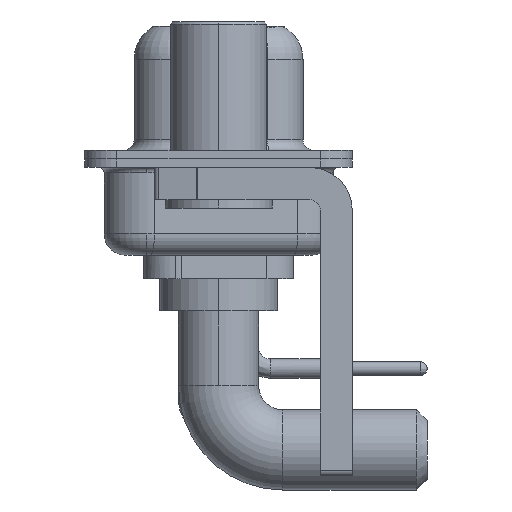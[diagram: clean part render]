
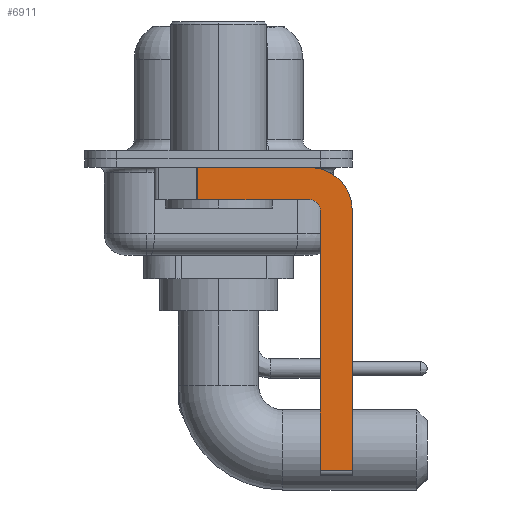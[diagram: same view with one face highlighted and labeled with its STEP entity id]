
A CAD part, left-side view. The second image highlights one B-rep face of the part: STEP entity #6911.
In plain terms, the highlighted planar face has unit normal (-1, 0, 0).
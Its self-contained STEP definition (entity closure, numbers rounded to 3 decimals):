
#24 = CARTESIAN_POINT ( 'NONE',  ( -2.9, -4.75, -14.8 ) ) ;
#377 = ORIENTED_EDGE ( 'NONE', *, *, #19846, .F. ) ;
#1295 = VERTEX_POINT ( 'NONE', #10709 ) ;
#1789 = DIRECTION ( 'NONE',  ( 0., -1., 0. ) ) ;
#2146 = VERTEX_POINT ( 'NONE', #25199 ) ;
#2845 = LINE ( 'NONE', #12721, #19965 ) ;
#3219 = EDGE_CURVE ( 'NONE', #12502, #2146, #15772, .T. ) ;
#4311 = CARTESIAN_POINT ( 'NONE',  ( -2.9, -4.25, -1.9 ) ) ;
#4770 = PLANE ( 'NONE',  #5743 ) ;
#4902 = CARTESIAN_POINT ( 'NONE',  ( -2.9, -4.25, -2.4 ) ) ;
#4939 = DIRECTION ( 'NONE',  ( -1., 0., 0. ) ) ;
#5743 = AXIS2_PLACEMENT_3D ( 'NONE', #4902, #13170, #13044 ) ;
#5893 = EDGE_LOOP ( 'NONE', ( #14806, #12836, #15293, #377, #21999, #26120, #10750, #11361 ) ) ;
#5991 = EDGE_CURVE ( 'NONE', #22458, #2146, #2845, .T. ) ;
#6263 = LINE ( 'NONE', #8419, #7468 ) ;
#6437 = EDGE_CURVE ( 'NONE', #13069, #20747, #6263, .T. ) ;
#6580 = AXIS2_PLACEMENT_3D ( 'NONE', #16487, #26220, #19958 ) ;
#6817 = CIRCLE ( 'NONE', #21709, 0.5 ) ;
#6911 = ADVANCED_FACE ( 'NONE', ( #14906 ), #4770, .F. ) ;
#7468 = VECTOR ( 'NONE', #22529, 1000. ) ;
#7733 = CARTESIAN_POINT ( 'NONE',  ( -2.9, -4.75, -14.55 ) ) ;
#8419 = CARTESIAN_POINT ( 'NONE',  ( -2.9, 3., -0.4 ) ) ;
#8589 = DIRECTION ( 'NONE',  ( 0., 0., -1. ) ) ;
#9699 = DIRECTION ( 'NONE',  ( 0., 1., 0. ) ) ;
#9863 = EDGE_CURVE ( 'NONE', #13069, #14701, #19822, .T. ) ;
#10709 = CARTESIAN_POINT ( 'NONE',  ( -2.9, -4.75, -2.4 ) ) ;
#10750 = ORIENTED_EDGE ( 'NONE', *, *, #5991, .F. ) ;
#11000 = VECTOR ( 'NONE', #13577, 1000. ) ;
#11361 = ORIENTED_EDGE ( 'NONE', *, *, #25475, .F. ) ;
#11570 = CARTESIAN_POINT ( 'NONE',  ( -2.9, -4.25, -1.9 ) ) ;
#11817 = VERTEX_POINT ( 'NONE', #4311 ) ;
#12158 = LINE ( 'NONE', #24, #17210 ) ;
#12502 = VERTEX_POINT ( 'NONE', #7733 ) ;
#12553 = DIRECTION ( 'NONE',  ( 0., 0., 1. ) ) ;
#12682 = CARTESIAN_POINT ( 'NONE',  ( -2.9, -4.25, -2.4 ) ) ;
#12721 = CARTESIAN_POINT ( 'NONE',  ( -2.9, -6.25, -2.4 ) ) ;
#12809 = DIRECTION ( 'NONE',  ( 0., 0., 1. ) ) ;
#12836 = ORIENTED_EDGE ( 'NONE', *, *, #9863, .T. ) ;
#13044 = DIRECTION ( 'NONE',  ( 0., 0., -1. ) ) ;
#13069 = VERTEX_POINT ( 'NONE', #19963 ) ;
#13170 = DIRECTION ( 'NONE',  ( 1., 0., 0. ) ) ;
#13577 = DIRECTION ( 'NONE',  ( 0., 0., -1. ) ) ;
#13900 = CARTESIAN_POINT ( 'NONE',  ( -2.9, 0.978, -1.9 ) ) ;
#14701 = VERTEX_POINT ( 'NONE', #13900 ) ;
#14748 = CARTESIAN_POINT ( 'NONE',  ( -2.9, -4.25, -0.4 ) ) ;
#14806 = ORIENTED_EDGE ( 'NONE', *, *, #6437, .F. ) ;
#14906 = FACE_OUTER_BOUND ( 'NONE', #5893, .T. ) ;
#15293 = ORIENTED_EDGE ( 'NONE', *, *, #20450, .F. ) ;
#15647 = CARTESIAN_POINT ( 'NONE',  ( -2.9, -4.25, -14.55 ) ) ;
#15772 = LINE ( 'NONE', #15647, #21815 ) ;
#16178 = CARTESIAN_POINT ( 'NONE',  ( -2.9, -6.25, -2.4 ) ) ;
#16219 = VECTOR ( 'NONE', #9699, 1000. ) ;
#16487 = CARTESIAN_POINT ( 'NONE',  ( -2.9, -4.25, -2.4 ) ) ;
#17210 = VECTOR ( 'NONE', #12553, 1000. ) ;
#18497 = EDGE_CURVE ( 'NONE', #12502, #1295, #12158, .T. ) ;
#19822 = LINE ( 'NONE', #23824, #11000 ) ;
#19846 = EDGE_CURVE ( 'NONE', #1295, #11817, #6817, .T. ) ;
#19958 = DIRECTION ( 'NONE',  ( 0., 0., -1. ) ) ;
#19963 = CARTESIAN_POINT ( 'NONE',  ( -2.9, 0.978, -0.4 ) ) ;
#19965 = VECTOR ( 'NONE', #8589, 1000. ) ;
#20450 = EDGE_CURVE ( 'NONE', #11817, #14701, #23569, .T. ) ;
#20747 = VERTEX_POINT ( 'NONE', #14748 ) ;
#21709 = AXIS2_PLACEMENT_3D ( 'NONE', #12682, #4939, #12809 ) ;
#21815 = VECTOR ( 'NONE', #1789, 1000. ) ;
#21999 = ORIENTED_EDGE ( 'NONE', *, *, #18497, .F. ) ;
#22458 = VERTEX_POINT ( 'NONE', #16178 ) ;
#22529 = DIRECTION ( 'NONE',  ( 0., -1., 0. ) ) ;
#23569 = LINE ( 'NONE', #11570, #16219 ) ;
#23824 = CARTESIAN_POINT ( 'NONE',  ( -2.9, 0.978, -1.9 ) ) ;
#25199 = CARTESIAN_POINT ( 'NONE',  ( -2.9, -6.25, -14.55 ) ) ;
#25309 = CIRCLE ( 'NONE', #6580, 2. ) ;
#25475 = EDGE_CURVE ( 'NONE', #20747, #22458, #25309, .T. ) ;
#26120 = ORIENTED_EDGE ( 'NONE', *, *, #3219, .T. ) ;
#26220 = DIRECTION ( 'NONE',  ( 1., 0., 0. ) ) ;
